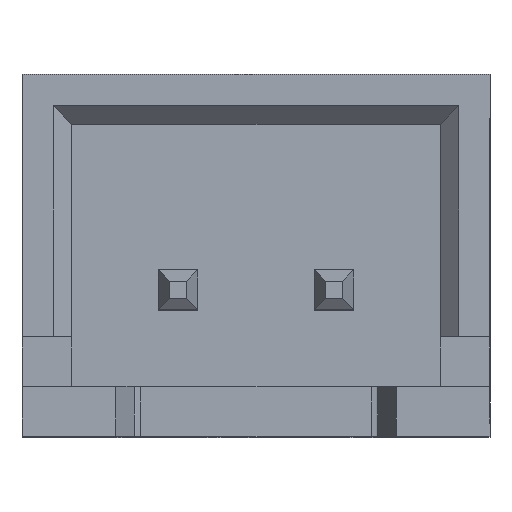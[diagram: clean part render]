
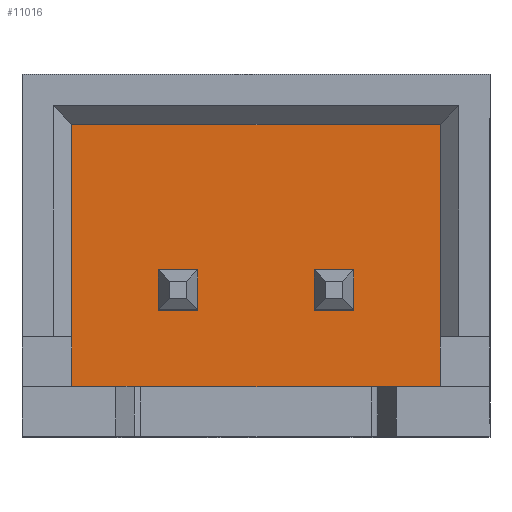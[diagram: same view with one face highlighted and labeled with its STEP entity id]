
A CAD part, top view. The second image highlights one B-rep face of the part: STEP entity #11016.
In plain terms, the highlighted planar face has unit normal (0, 0, 1).
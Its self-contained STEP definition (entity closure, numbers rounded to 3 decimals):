
#146 = VECTOR ( 'NONE', #4365, 1000. ) ;
#232 = LINE ( 'NONE', #6763, #7200 ) ;
#483 = CARTESIAN_POINT ( 'NONE',  ( 2.95, -2.1, 2. ) ) ;
#862 = LINE ( 'NONE', #5306, #146 ) ;
#909 = DIRECTION ( 'NONE',  ( 1., 0., 0. ) ) ;
#986 = CARTESIAN_POINT ( 'NONE',  ( -2.95, 2.1, 2. ) ) ;
#1118 = CARTESIAN_POINT ( 'NONE',  ( 0.93, -0.87, 2. ) ) ;
#1343 = VECTOR ( 'NONE', #5503, 1000. ) ;
#1618 = CARTESIAN_POINT ( 'NONE',  ( 2.95, 2.1, 2. ) ) ;
#1668 = DIRECTION ( 'NONE',  ( 1., 0., 0. ) ) ;
#1926 = CARTESIAN_POINT ( 'NONE',  ( 2.95, 2.1, 2. ) ) ;
#2141 = ORIENTED_EDGE ( 'NONE', *, *, #9985, .F. ) ;
#2187 = CARTESIAN_POINT ( 'NONE',  ( -1.57, -0.23, 2. ) ) ;
#2372 = EDGE_CURVE ( 'NONE', #11049, #5727, #9378, .T. ) ;
#2424 = CARTESIAN_POINT ( 'NONE',  ( -1.57, -0.23, 2. ) ) ;
#2985 = EDGE_CURVE ( 'NONE', #12372, #7763, #12142, .T. ) ;
#3044 = ORIENTED_EDGE ( 'NONE', *, *, #3559, .F. ) ;
#3129 = CARTESIAN_POINT ( 'NONE',  ( 1.57, -0.23, 2. ) ) ;
#3175 = CARTESIAN_POINT ( 'NONE',  ( -1.57, -0.87, 2. ) ) ;
#3331 = LINE ( 'NONE', #7732, #3904 ) ;
#3507 = EDGE_CURVE ( 'NONE', #10999, #6249, #13059, .T. ) ;
#3508 = EDGE_CURVE ( 'NONE', #6249, #11049, #12983, .T. ) ;
#3531 = EDGE_CURVE ( 'NONE', #5483, #12372, #14215, .T. ) ;
#3536 = AXIS2_PLACEMENT_3D ( 'NONE', #5105, #10686, #12737 ) ;
#3545 = ORIENTED_EDGE ( 'NONE', *, *, #13326, .F. ) ;
#3559 = EDGE_CURVE ( 'NONE', #3880, #5483, #3331, .T. ) ;
#3667 = ORIENTED_EDGE ( 'NONE', *, *, #3531, .F. ) ;
#3880 = VERTEX_POINT ( 'NONE', #3175 ) ;
#3904 = VECTOR ( 'NONE', #909, 1000. ) ;
#4307 = ORIENTED_EDGE ( 'NONE', *, *, #7949, .F. ) ;
#4365 = DIRECTION ( 'NONE',  ( -1., 0., 0. ) ) ;
#4448 = CARTESIAN_POINT ( 'NONE',  ( 1.57, -0.87, 2. ) ) ;
#4614 = CARTESIAN_POINT ( 'NONE',  ( -0.93, -0.23, 2. ) ) ;
#4910 = VERTEX_POINT ( 'NONE', #3129 ) ;
#5105 = CARTESIAN_POINT ( 'NONE',  ( 0., 0., 2. ) ) ;
#5248 = CARTESIAN_POINT ( 'NONE',  ( -2.95, -2.1, 2. ) ) ;
#5277 = DIRECTION ( 'NONE',  ( 1., 0., 0. ) ) ;
#5306 = CARTESIAN_POINT ( 'NONE',  ( 0.93, -0.23, 2. ) ) ;
#5437 = VERTEX_POINT ( 'NONE', #4448 ) ;
#5483 = VERTEX_POINT ( 'NONE', #14321 ) ;
#5491 = EDGE_CURVE ( 'NONE', #6622, #13324, #11473, .T. ) ;
#5503 = DIRECTION ( 'NONE',  ( -1., 0., 0. ) ) ;
#5727 = VERTEX_POINT ( 'NONE', #8104 ) ;
#5760 = CARTESIAN_POINT ( 'NONE',  ( -2.95, 2.1, 2. ) ) ;
#6249 = VERTEX_POINT ( 'NONE', #5760 ) ;
#6291 = DIRECTION ( 'NONE',  ( 0., -1., 0. ) ) ;
#6306 = CARTESIAN_POINT ( 'NONE',  ( -1.57, -0.23, 2. ) ) ;
#6393 = VECTOR ( 'NONE', #11208, 1000. ) ;
#6622 = VERTEX_POINT ( 'NONE', #12986 ) ;
#6763 = CARTESIAN_POINT ( 'NONE',  ( 1.57, -0.23, 2. ) ) ;
#6953 = ORIENTED_EDGE ( 'NONE', *, *, #3507, .T. ) ;
#7083 = LINE ( 'NONE', #483, #10199 ) ;
#7158 = DIRECTION ( 'NONE',  ( 0., 1., 0. ) ) ;
#7200 = VECTOR ( 'NONE', #9256, 1000. ) ;
#7404 = PLANE ( 'NONE',  #3536 ) ;
#7567 = ORIENTED_EDGE ( 'NONE', *, *, #2372, .T. ) ;
#7732 = CARTESIAN_POINT ( 'NONE',  ( -1.57, -0.87, 2. ) ) ;
#7756 = VECTOR ( 'NONE', #10168, 1000. ) ;
#7763 = VERTEX_POINT ( 'NONE', #6306 ) ;
#7949 = EDGE_CURVE ( 'NONE', #4910, #6622, #862, .T. ) ;
#8083 = LINE ( 'NONE', #2424, #6393 ) ;
#8104 = CARTESIAN_POINT ( 'NONE',  ( 2.95, -2.1, 2. ) ) ;
#8194 = CARTESIAN_POINT ( 'NONE',  ( -2.95, -2.1, 2. ) ) ;
#8292 = FACE_OUTER_BOUND ( 'NONE', #10416, .T. ) ;
#8356 = ORIENTED_EDGE ( 'NONE', *, *, #12673, .T. ) ;
#8806 = ORIENTED_EDGE ( 'NONE', *, *, #3508, .T. ) ;
#9256 = DIRECTION ( 'NONE',  ( 0., 1., 0. ) ) ;
#9378 = LINE ( 'NONE', #8194, #14076 ) ;
#9409 = ORIENTED_EDGE ( 'NONE', *, *, #12093, .F. ) ;
#9457 = VECTOR ( 'NONE', #10893, 1000. ) ;
#9784 = CARTESIAN_POINT ( 'NONE',  ( -0.93, -0.23, 2. ) ) ;
#9823 = EDGE_LOOP ( 'NONE', ( #4307, #3545, #9409, #11002 ) ) ;
#9979 = VECTOR ( 'NONE', #5277, 1000. ) ;
#9985 = EDGE_CURVE ( 'NONE', #7763, #3880, #8083, .T. ) ;
#10168 = DIRECTION ( 'NONE',  ( 0., -1., 0. ) ) ;
#10199 = VECTOR ( 'NONE', #7158, 1000. ) ;
#10416 = EDGE_LOOP ( 'NONE', ( #7567, #8356, #6953, #8806 ) ) ;
#10686 = DIRECTION ( 'NONE',  ( 0., 0., 1. ) ) ;
#10719 = DIRECTION ( 'NONE',  ( 0., 1., 0. ) ) ;
#10893 = DIRECTION ( 'NONE',  ( -1., 0., 0. ) ) ;
#10999 = VERTEX_POINT ( 'NONE', #1618 ) ;
#11002 = ORIENTED_EDGE ( 'NONE', *, *, #5491, .F. ) ;
#11016 = ADVANCED_FACE ( 'NONE', ( #8292, #11783, #11704 ), #7404, .T. ) ;
#11049 = VERTEX_POINT ( 'NONE', #5248 ) ;
#11064 = LINE ( 'NONE', #1118, #9979 ) ;
#11208 = DIRECTION ( 'NONE',  ( 0., -1., 0. ) ) ;
#11406 = CARTESIAN_POINT ( 'NONE',  ( 0.93, -0.23, 2. ) ) ;
#11473 = LINE ( 'NONE', #11406, #7756 ) ;
#11550 = VECTOR ( 'NONE', #6291, 1000. ) ;
#11704 = FACE_BOUND ( 'NONE', #12068, .T. ) ;
#11783 = FACE_BOUND ( 'NONE', #9823, .T. ) ;
#12068 = EDGE_LOOP ( 'NONE', ( #13695, #3667, #3044, #2141 ) ) ;
#12093 = EDGE_CURVE ( 'NONE', #13324, #5437, #11064, .T. ) ;
#12142 = LINE ( 'NONE', #2187, #9457 ) ;
#12290 = CARTESIAN_POINT ( 'NONE',  ( 0.93, -0.87, 2. ) ) ;
#12372 = VERTEX_POINT ( 'NONE', #4614 ) ;
#12673 = EDGE_CURVE ( 'NONE', #5727, #10999, #7083, .T. ) ;
#12710 = VECTOR ( 'NONE', #10719, 1000. ) ;
#12737 = DIRECTION ( 'NONE',  ( 1., 0., 0. ) ) ;
#12983 = LINE ( 'NONE', #986, #11550 ) ;
#12986 = CARTESIAN_POINT ( 'NONE',  ( 0.93, -0.23, 2. ) ) ;
#13059 = LINE ( 'NONE', #1926, #1343 ) ;
#13324 = VERTEX_POINT ( 'NONE', #12290 ) ;
#13326 = EDGE_CURVE ( 'NONE', #5437, #4910, #232, .T. ) ;
#13695 = ORIENTED_EDGE ( 'NONE', *, *, #2985, .F. ) ;
#14076 = VECTOR ( 'NONE', #1668, 1000. ) ;
#14215 = LINE ( 'NONE', #9784, #12710 ) ;
#14321 = CARTESIAN_POINT ( 'NONE',  ( -0.93, -0.87, 2. ) ) ;
